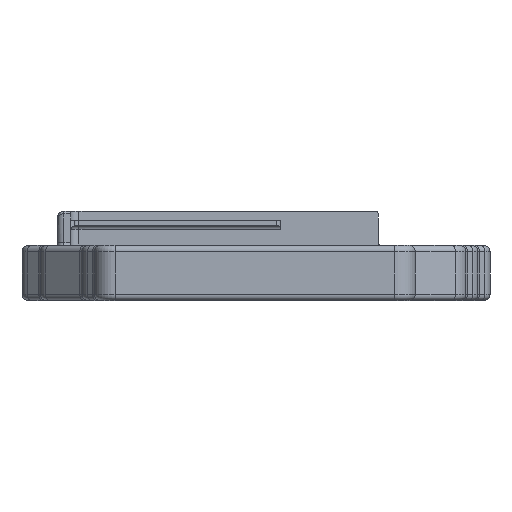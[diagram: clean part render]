
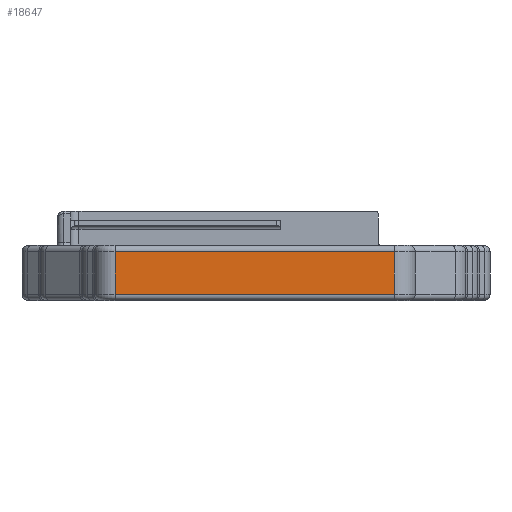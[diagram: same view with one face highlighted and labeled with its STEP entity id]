
A CAD part, left-side view. The second image highlights one B-rep face of the part: STEP entity #18647.
In plain terms, the highlighted planar face has unit normal (-1, 0, 0).
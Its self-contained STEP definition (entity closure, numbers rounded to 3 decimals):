
#403=PLANE('',#20254);
#1219=FACE_OUTER_BOUND('',#2321,.T.);
#2321=EDGE_LOOP('',(#14789,#14790,#14791,#14792));
#2930=LINE('',#27425,#4590);
#2952=LINE('',#27554,#4612);
#3044=LINE('',#27994,#4704);
#3735=LINE('',#30591,#5395);
#4590=VECTOR('',#21493,10.);
#4612=VECTOR('',#21645,10.);
#4704=VECTOR('',#22035,10.);
#5395=VECTOR('',#24302,10.);
#7405=VERTEX_POINT('',#27415);
#7407=VERTEX_POINT('',#27421);
#7450=VERTEX_POINT('',#27552);
#7587=VERTEX_POINT('',#27985);
#9226=EDGE_CURVE('',#7405,#7407,#2930,.T.);
#9291=EDGE_CURVE('',#7405,#7450,#2952,.T.);
#9482=EDGE_CURVE('',#7587,#7450,#3044,.T.);
#10566=EDGE_CURVE('',#7407,#7587,#3735,.T.);
#14789=ORIENTED_EDGE('',*,*,#9226,.F.);
#14790=ORIENTED_EDGE('',*,*,#9291,.T.);
#14791=ORIENTED_EDGE('',*,*,#9482,.F.);
#14792=ORIENTED_EDGE('',*,*,#10566,.F.);
#18647=ADVANCED_FACE('',(#1219),#403,.T.);
#20254=AXIS2_PLACEMENT_3D('',#30590,#24300,#24301);
#21493=DIRECTION('',(0.,1.,0.));
#21645=DIRECTION('',(0.,0.,1.));
#22035=DIRECTION('',(0.,-1.,0.));
#24300=DIRECTION('center_axis',(-1.,0.,0.));
#24301=DIRECTION('ref_axis',(0.,-1.,0.));
#24302=DIRECTION('',(0.,0.,1.));
#27415=CARTESIAN_POINT('',(-142.2,16.193,1.2));
#27421=CARTESIAN_POINT('',(-142.2,69.593,1.2));
#27425=CARTESIAN_POINT('',(-142.2,56.118,1.2));
#27552=CARTESIAN_POINT('',(-142.2,16.193,9.4));
#27554=CARTESIAN_POINT('',(-142.2,16.193,0.));
#27985=CARTESIAN_POINT('',(-142.2,69.593,9.4));
#27994=CARTESIAN_POINT('',(-142.2,56.118,9.4));
#30590=CARTESIAN_POINT('Origin',(-142.2,69.593,0.));
#30591=CARTESIAN_POINT('',(-142.2,69.593,0.));
